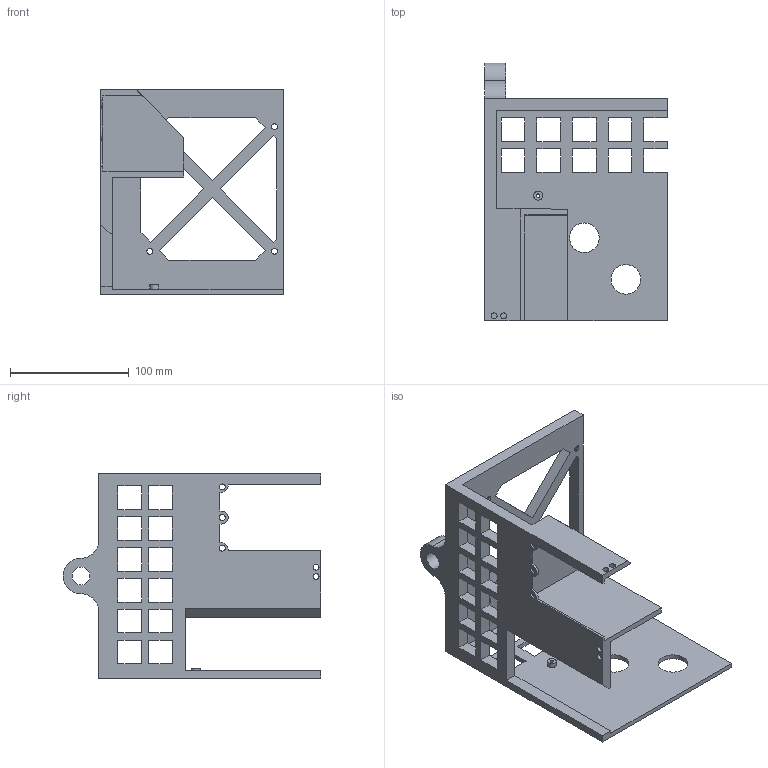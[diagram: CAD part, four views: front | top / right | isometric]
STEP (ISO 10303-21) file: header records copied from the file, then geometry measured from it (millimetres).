
FILE_DESCRIPTION(/* description */ (''),/* implementation_level */ '2;1');
FILE_NAME(/* name */ 'case-top-left.stp',/* time_stamp */ '2021-12-11T18:23:50-05:00',/* author */ ('Apex'),/* organization */ (''),/* preprocessor_version */ 'ST-DEVELOPER v18.1',/* originating_system */ 'Autodesk Inventor 2021',/* authorisation */ '');
FILE_SCHEMA (('AUTOMOTIVE_DESIGN { 1 0 10303 214 3 1 1 }'));
Length unit declared in the file: millimetre
Products named in the file (1): PC-Case-2
Bounding box: 154 x 217 x 172 mm (x, y, z)
Volume: 456391.5 mm3; surface area: 167723.8 mm2
Topology: 1 solids, 1 shells, 171 faces, 592 edges, 520 vertices
Faces by surface type: plane 145, cylinder 26
Full cylindrical faces by diameter (mm): 3 x1, 5 x11, 7.5 x1, 10 x4, 15 x1, 25 x2
Entity records: 6168 total; most frequent: CARTESIAN_POINT 1184, ORIENTED_EDGE 984, DIRECTION 904, EDGE_CURVE 492, LINE 440, VECTOR 440, VERTEX_POINT 328, EDGE_LOOP 254
